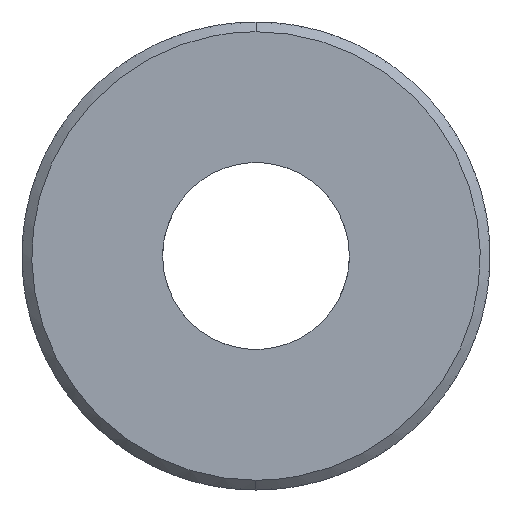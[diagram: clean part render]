
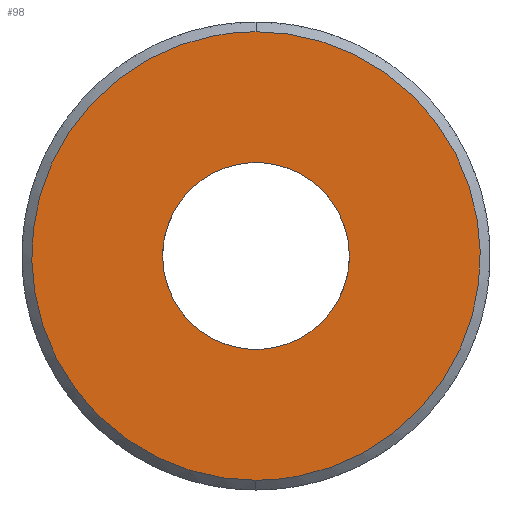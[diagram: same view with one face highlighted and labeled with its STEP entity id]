
A CAD part, front view. The second image highlights one B-rep face of the part: STEP entity #98.
In plain terms, the highlighted planar face has unit normal (0, -1, 0).
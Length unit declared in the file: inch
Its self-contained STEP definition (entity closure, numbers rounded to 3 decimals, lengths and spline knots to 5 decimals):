
#16=FACE_BOUND('',#996,.T.);
#98=ADVANCED_FACE('',(#546,#16),#6136,.T.);
#546=FACE_OUTER_BOUND('',#995,.T.);
#995=EDGE_LOOP('',(#1829,#1830));
#996=EDGE_LOOP('',(#1831,#1832));
#1829=ORIENTED_EDGE('',*,*,#3461,.F.);
#1830=ORIENTED_EDGE('',*,*,#3844,.F.);
#1831=ORIENTED_EDGE('',*,*,#4490,.F.);
#1832=ORIENTED_EDGE('',*,*,#4491,.F.);
#3461=EDGE_CURVE('',#5545,#5546,#5085,.T.);
#3844=EDGE_CURVE('',#5546,#5545,#5349,.T.);
#4490=EDGE_CURVE('',#6133,#6134,#5533,.T.);
#4491=EDGE_CURVE('',#6134,#6133,#5534,.T.);
#5085=(
BOUNDED_CURVE()
B_SPLINE_CURVE(2,(#11181,#11182,#11183,#11184,#11185),.UNSPECIFIED.,.F.,
 .F.)
B_SPLINE_CURVE_WITH_KNOTS((3,2,3),(-0.75267,-0.37634,
0.),.UNSPECIFIED.)
CURVE()
GEOMETRIC_REPRESENTATION_ITEM()
RATIONAL_B_SPLINE_CURVE((1.,0.707,1.,0.707,1.))
REPRESENTATION_ITEM('')
);
#5349=(
BOUNDED_CURVE()
B_SPLINE_CURVE(2,(#12225,#12226,#12227,#12228,#12229),.UNSPECIFIED.,.F.,
 .F.)
B_SPLINE_CURVE_WITH_KNOTS((3,2,3),(-0.75267,-0.37634,
0.),.UNSPECIFIED.)
CURVE()
GEOMETRIC_REPRESENTATION_ITEM()
RATIONAL_B_SPLINE_CURVE((1.,0.707,1.,0.707,1.))
REPRESENTATION_ITEM('')
);
#5533=(
BOUNDED_CURVE()
B_SPLINE_CURVE(2,(#13707,#13708,#13709,#13710,#13711),.UNSPECIFIED.,.F.,
 .F.)
B_SPLINE_CURVE_WITH_KNOTS((3,2,3),(-0.74613,-0.5969,
-0.44768),.UNSPECIFIED.)
CURVE()
GEOMETRIC_REPRESENTATION_ITEM()
RATIONAL_B_SPLINE_CURVE((1.,0.707,1.,0.707,1.))
REPRESENTATION_ITEM('')
);
#5534=(
BOUNDED_CURVE()
B_SPLINE_CURVE(2,(#13712,#13713,#13714,#13715,#13716),.UNSPECIFIED.,.F.,
 .F.)
B_SPLINE_CURVE_WITH_KNOTS((3,2,3),(-0.44768,-0.29845,
-0.14923),.UNSPECIFIED.)
CURVE()
GEOMETRIC_REPRESENTATION_ITEM()
RATIONAL_B_SPLINE_CURVE((1.,0.707,1.,0.707,1.))
REPRESENTATION_ITEM('')
);
#5545=VERTEX_POINT('',#10555);
#5546=VERTEX_POINT('',#10556);
#6133=VERTEX_POINT('',#11143);
#6134=VERTEX_POINT('',#11144);
#6136=PLANE('',#6607);
#6607=AXIS2_PLACEMENT_3D('',#8806,#6901,$);
#6901=DIRECTION('',(0.,-1.,0.));
#8806=CARTESIAN_POINT('',(-0.8887,0.,-0.8887));
#10555=CARTESIAN_POINT('',(0.,0.,0.23958));
#10556=CARTESIAN_POINT('',(0.,0.,-0.23958));
#11143=CARTESIAN_POINT('',(0.09975,0.,0.));
#11144=CARTESIAN_POINT('',(-0.09975,0.,0.));
#11181=CARTESIAN_POINT('',(0.,0.,0.23958));
#11182=CARTESIAN_POINT('',(0.23958,0.,0.23958));
#11183=CARTESIAN_POINT('',(0.23958,0.,0.));
#11184=CARTESIAN_POINT('',(0.23958,0.,-0.23958));
#11185=CARTESIAN_POINT('',(0.,0.,-0.23958));
#12225=CARTESIAN_POINT('',(0.,0.,-0.23958));
#12226=CARTESIAN_POINT('',(-0.23958,0.,-0.23958));
#12227=CARTESIAN_POINT('',(-0.23958,0.,0.));
#12228=CARTESIAN_POINT('',(-0.23958,0.,0.23958));
#12229=CARTESIAN_POINT('',(0.,0.,0.23958));
#13707=CARTESIAN_POINT('',(0.09975,0.,0.));
#13708=CARTESIAN_POINT('',(0.09975,0.,0.09975));
#13709=CARTESIAN_POINT('',(0.,0.,0.09975));
#13710=CARTESIAN_POINT('',(-0.09975,0.,0.09975));
#13711=CARTESIAN_POINT('',(-0.09975,0.,0.));
#13712=CARTESIAN_POINT('',(-0.09975,0.,0.));
#13713=CARTESIAN_POINT('',(-0.09975,0.,-0.09975));
#13714=CARTESIAN_POINT('',(0.,0.,-0.09975));
#13715=CARTESIAN_POINT('',(0.09975,0.,-0.09975));
#13716=CARTESIAN_POINT('',(0.09975,0.,0.));
